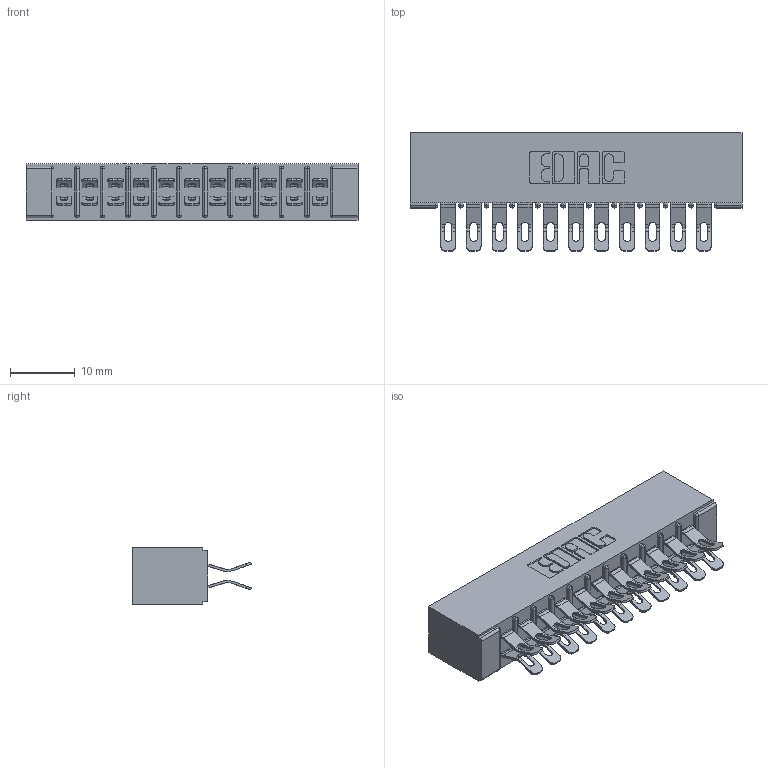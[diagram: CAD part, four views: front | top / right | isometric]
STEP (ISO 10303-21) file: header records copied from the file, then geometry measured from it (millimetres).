
FILE_DESCRIPTION (( 'STEP AP203' ), '1' );
FILE_NAME ('305-022-555-201.STEP', '2019-09-09T13:44:53', ( '' ), ( '' ), 'SwSTEP 2.0', 'SolidWorks 2016', '' );
FILE_SCHEMA (( 'CONFIG_CONTROL_DESIGN' ));
Length unit declared in the file: inch
Products named in the file (3): 305-022-555-201; 305 Part_No Mounting; 305-290-001_555
Assembly tree (23 placements, depth 2):
  305-022-555-201
    305 Part_No Mounting
    305-290-001_555  x22
Bounding box: 51.46 x 18.41 x 8.71 mm (x, y, z)
Volume: 3495.9 mm3; surface area: 6903.4 mm2
Topology: 23 solids, 23 shells, 1560 faces, 4637 edges, 3030 vertices
Faces by surface type: plane 768, cylinder 748, sphere 44
Entity records: 16030 total; most frequent: CARTESIAN_POINT 2669, ORIENTED_EDGE 2634, DIRECTION 2599, EDGE_CURVE 1317, VECTOR 1015, LINE 1015, VERTEX_POINT 846, AXIS2_PLACEMENT_3D 792
